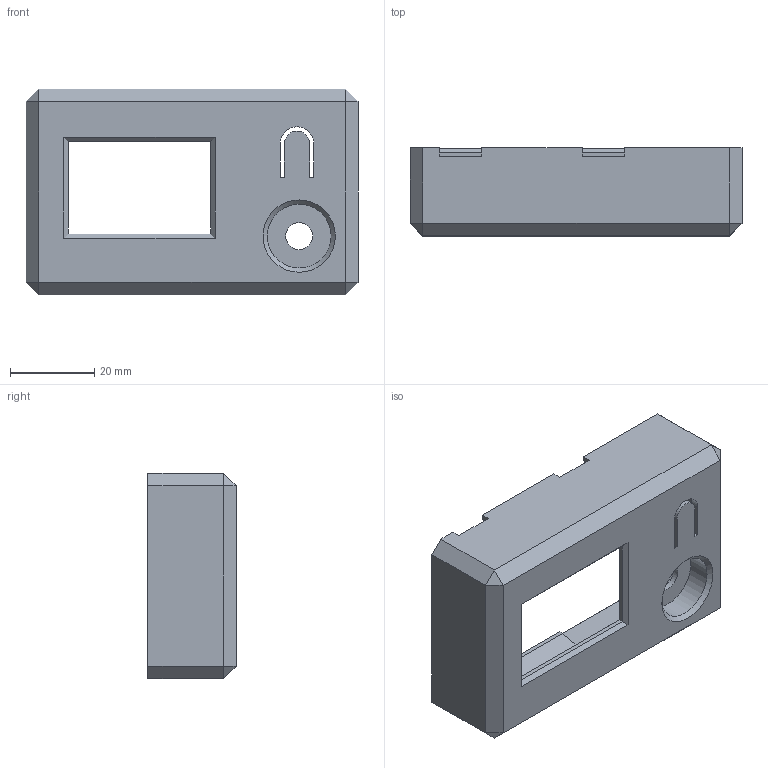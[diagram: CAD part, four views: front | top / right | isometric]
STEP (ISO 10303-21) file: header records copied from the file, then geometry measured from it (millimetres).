
FILE_DESCRIPTION(('FreeCAD Model'),'2;1');
FILE_NAME('Open CASCADE Shape Model','2024-06-09T08:46:04',(''),(''), 'Open CASCADE STEP processor 7.6','FreeCAD','Unknown');
FILE_SCHEMA(('AUTOMOTIVE_DESIGN { 1 0 10303 214 1 1 1 1 }'));
Length unit declared in the file: millimetre
Products named in the file (1): case.lid
Bounding box: 79 x 21 x 49 mm (x, y, z)
Volume: 17227.8 mm3; surface area: 15998 mm2
Topology: 1 solids, 1 shells, 126 faces, 278 edges, 170 vertices
Faces by surface type: plane 95, cylinder 21, cone 10
Full cylindrical faces by diameter (mm): 2 x8, 5 x9, 6.4 x1, 15.2 x1
Entity records: 6997 total; most frequent: CARTESIAN_POINT 1390, DIRECTION 1003, LINE 599, VECTOR 599, ORIENTED_EDGE 556, PCURVE 556, DEFINITIONAL_REPRESENTATION 556, EDGE_CURVE 278
